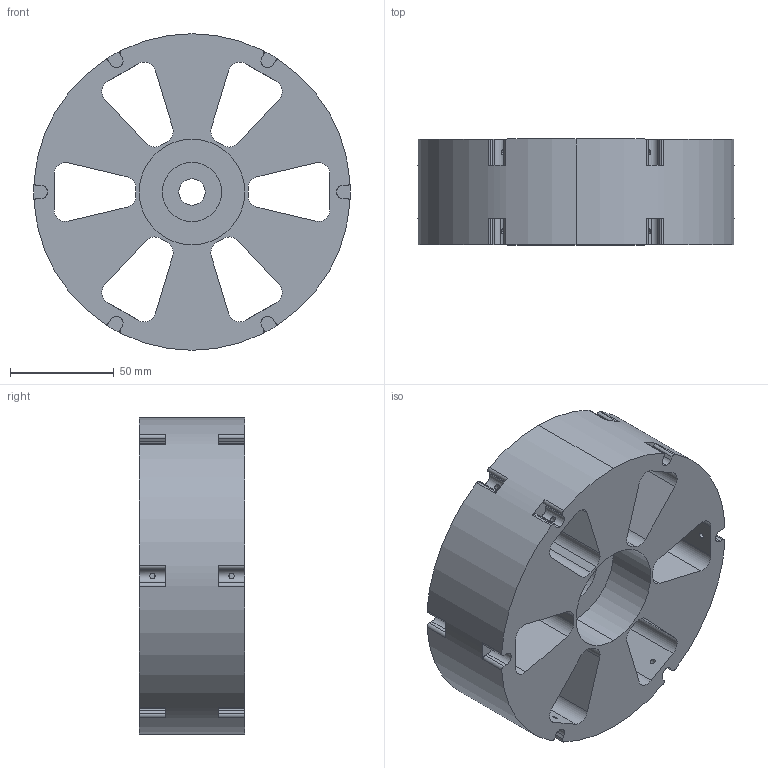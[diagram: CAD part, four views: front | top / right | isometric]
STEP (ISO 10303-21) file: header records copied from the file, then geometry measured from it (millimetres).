
FILE_DESCRIPTION (( 'STEP AP214' ), '1' );
FILE_NAME ('topplatesolid.STEP', '2022-10-08T23:31:30', ( '' ), ( '' ), 'SwSTEP 2.0', 'SolidWorks 2022', '' );
FILE_SCHEMA (( 'AUTOMOTIVE_DESIGN' ));
Length unit declared in the file: inch
Products named in the file (1): topplatesolid
Bounding box: 152.37 x 50.8 x 152.4 mm (x, y, z)
Volume: 603223.9 mm3; surface area: 92664.8 mm2
Topology: 1 solids, 1 shells, 170 faces, 498 edges, 332 vertices
Faces by surface type: cylinder 106, plane 64
Entity records: 6358 total; most frequent: CARTESIAN_POINT 1505, DIRECTION 1028, ORIENTED_EDGE 996, EDGE_CURVE 498, AXIS2_PLACEMENT_3D 383, VERTEX_POINT 332, LINE 262, VECTOR 262
